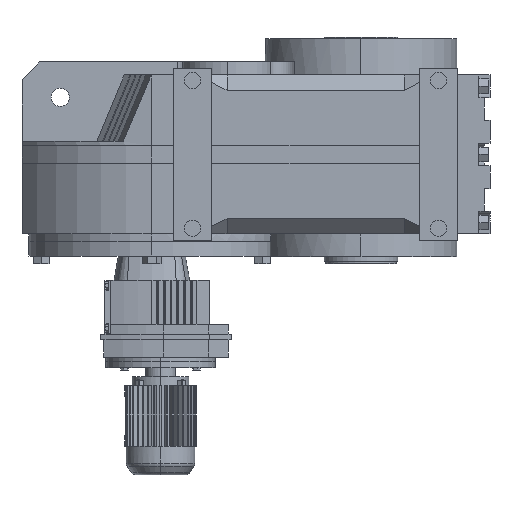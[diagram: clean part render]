
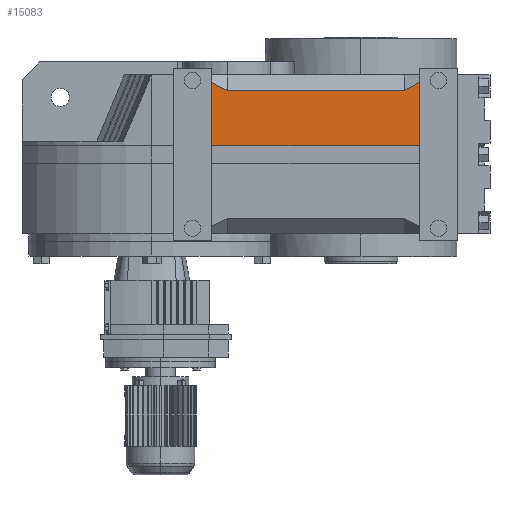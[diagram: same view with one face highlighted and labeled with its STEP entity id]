
A CAD part, left-side view. The second image highlights one B-rep face of the part: STEP entity #15083.
In plain terms, the highlighted planar face has unit normal (-1, 0, 0).
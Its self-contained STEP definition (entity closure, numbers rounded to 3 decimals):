
#3066 = PLANE('',#3067);
#3067 = AXIS2_PLACEMENT_3D('',#3068,#3069,#3070);
#3068 = CARTESIAN_POINT('',(-207.36,-109.6,0.75));
#3069 = DIRECTION('',(0.,-1.,0.));
#3070 = DIRECTION('',(1.,0.,0.));
#3094 = PLANE('',#3095);
#3095 = AXIS2_PLACEMENT_3D('',#3096,#3097,#3098);
#3096 = CARTESIAN_POINT('',(-374.746,-109.6,168.136));
#3097 = DIRECTION('',(-0.664,-0.342,0.664));
#3098 = DIRECTION('',(0.707,0.,0.707));
#3122 = PLANE('',#3123);
#3123 = AXIS2_PLACEMENT_3D('',#3124,#3125,#3126);
#3124 = CARTESIAN_POINT('',(-224.36,1.,304.11));
#3125 = DIRECTION('',(-0.707,0.,0.707
    ));
#3126 = DIRECTION('',(0.707,0.,0.707));
#3150 = PLANE('',#3151);
#3151 = AXIS2_PLACEMENT_3D('',#3152,#3153,#3154);
#3152 = CARTESIAN_POINT('',(-374.746,-489.6,168.136));
#3153 = DIRECTION('',(-0.664,0.342,0.664));
#3154 = DIRECTION('',(0.707,0.,0.707));
#3178 = PLANE('',#3179);
#3179 = AXIS2_PLACEMENT_3D('',#3180,#3181,#3182);
#3180 = CARTESIAN_POINT('',(-207.36,-489.6,0.75));
#3181 = DIRECTION('',(0.,1.,0.));
#3182 = DIRECTION('',(0.,0.,1.));
#7773 = VERTEX_POINT('',#7774);
#7774 = CARTESIAN_POINT('',(-252.36,-109.6,174.55));
#7788 = PLANE('',#7789);
#7789 = AXIS2_PLACEMENT_3D('',#7790,#7791,#7792);
#7790 = CARTESIAN_POINT('',(24.115,1.,174.55));
#7791 = DIRECTION('',(0.,0.,-1.));
#7792 = DIRECTION('',(-1.,0.,0.));
#7800 = EDGE_CURVE('',#7801,#7773,#7803,.T.);
#7801 = VERTEX_POINT('',#7802);
#7802 = CARTESIAN_POINT('',(-252.36,-109.6,290.522));
#7803 = SURFACE_CURVE('',#7804,(#7808,#7815),.PCURVE_S1.);
#7804 = LINE('',#7805,#7806);
#7805 = CARTESIAN_POINT('',(-252.36,-109.6,304.11));
#7806 = VECTOR('',#7807,1.);
#7807 = DIRECTION('',(0.,0.,-1.));
#7808 = PCURVE('',#3066,#7809);
#7809 = DEFINITIONAL_REPRESENTATION('',(#7810),#7814);
#7810 = LINE('',#7811,#7812);
#7811 = CARTESIAN_POINT('',(-45.,303.36));
#7812 = VECTOR('',#7813,1.);
#7813 = DIRECTION('',(0.,-1.));
#7814 = ( GEOMETRIC_REPRESENTATION_CONTEXT(2) 
PARAMETRIC_REPRESENTATION_CONTEXT() REPRESENTATION_CONTEXT('2D SPACE',''
  ) );
#7815 = PCURVE('',#7816,#7821);
#7816 = PLANE('',#7817);
#7817 = AXIS2_PLACEMENT_3D('',#7818,#7819,#7820);
#7818 = CARTESIAN_POINT('',(-252.36,-618.6,304.11));
#7819 = DIRECTION('',(1.,0.,0.));
#7820 = DIRECTION('',(0.,1.,0.));
#7821 = DEFINITIONAL_REPRESENTATION('',(#7822),#7826);
#7822 = LINE('',#7823,#7824);
#7823 = CARTESIAN_POINT('',(509.,0.));
#7824 = VECTOR('',#7825,1.);
#7825 = DIRECTION('',(0.,-1.));
#7826 = ( GEOMETRIC_REPRESENTATION_CONTEXT(2) 
PARAMETRIC_REPRESENTATION_CONTEXT() REPRESENTATION_CONTEXT('2D SPACE',''
  ) );
#9618 = VERTEX_POINT('',#9619);
#9619 = CARTESIAN_POINT('',(-252.36,-137.6,276.11));
#9640 = EDGE_CURVE('',#9641,#9618,#9643,.T.);
#9641 = VERTEX_POINT('',#9642);
#9642 = CARTESIAN_POINT('',(-252.36,-461.6,276.11));
#9643 = SURFACE_CURVE('',#9644,(#9648,#9655),.PCURVE_S1.);
#9644 = LINE('',#9645,#9646);
#9645 = CARTESIAN_POINT('',(-252.36,-109.6,276.11));
#9646 = VECTOR('',#9647,1.);
#9647 = DIRECTION('',(0.,1.,0.));
#9648 = PCURVE('',#3122,#9649);
#9649 = DEFINITIONAL_REPRESENTATION('',(#9650),#9654);
#9650 = LINE('',#9651,#9652);
#9651 = CARTESIAN_POINT('',(-39.598,-110.6));
#9652 = VECTOR('',#9653,1.);
#9653 = DIRECTION('',(0.,1.));
#9654 = ( GEOMETRIC_REPRESENTATION_CONTEXT(2) 
PARAMETRIC_REPRESENTATION_CONTEXT() REPRESENTATION_CONTEXT('2D SPACE',''
  ) );
#9655 = PCURVE('',#7816,#9656);
#9656 = DEFINITIONAL_REPRESENTATION('',(#9657),#9661);
#9657 = LINE('',#9658,#9659);
#9658 = CARTESIAN_POINT('',(509.,-28.));
#9659 = VECTOR('',#9660,1.);
#9660 = DIRECTION('',(1.,0.));
#9661 = ( GEOMETRIC_REPRESENTATION_CONTEXT(2) 
PARAMETRIC_REPRESENTATION_CONTEXT() REPRESENTATION_CONTEXT('2D SPACE',''
  ) );
#10306 = EDGE_CURVE('',#10307,#9641,#10309,.T.);
#10307 = VERTEX_POINT('',#10308);
#10308 = CARTESIAN_POINT('',(-252.36,-489.6,290.522));
#10309 = SURFACE_CURVE('',#10310,(#10314,#10321),.PCURVE_S1.);
#10310 = LINE('',#10311,#10312);
#10311 = CARTESIAN_POINT('',(-252.36,-597.109,345.861));
#10312 = VECTOR('',#10313,1.);
#10313 = DIRECTION('',(0.,0.889,
    -0.458));
#10314 = PCURVE('',#3150,#10315);
#10315 = DEFINITIONAL_REPRESENTATION('',(#10316),#10320);
#10316 = LINE('',#10317,#10318);
#10317 = CARTESIAN_POINT('',(212.211,-114.409));
#10318 = VECTOR('',#10319,1.);
#10319 = DIRECTION('',(-0.324,0.946));
#10320 = ( GEOMETRIC_REPRESENTATION_CONTEXT(2) 
PARAMETRIC_REPRESENTATION_CONTEXT() REPRESENTATION_CONTEXT('2D SPACE',''
  ) );
#10321 = PCURVE('',#7816,#10322);
#10322 = DEFINITIONAL_REPRESENTATION('',(#10323),#10327);
#10323 = LINE('',#10324,#10325);
#10324 = CARTESIAN_POINT('',(21.491,41.751));
#10325 = VECTOR('',#10326,1.);
#10326 = DIRECTION('',(0.889,-0.458));
#10327 = ( GEOMETRIC_REPRESENTATION_CONTEXT(2) 
PARAMETRIC_REPRESENTATION_CONTEXT() REPRESENTATION_CONTEXT('2D SPACE',''
  ) );
#12690 = EDGE_CURVE('',#12691,#10307,#12693,.T.);
#12691 = VERTEX_POINT('',#12692);
#12692 = CARTESIAN_POINT('',(-252.36,-489.6,174.55));
#12693 = SURFACE_CURVE('',#12694,(#12698,#12705),.PCURVE_S1.);
#12694 = LINE('',#12695,#12696);
#12695 = CARTESIAN_POINT('',(-252.36,-489.6,304.11));
#12696 = VECTOR('',#12697,1.);
#12697 = DIRECTION('',(0.,0.,1.));
#12698 = PCURVE('',#3178,#12699);
#12699 = DEFINITIONAL_REPRESENTATION('',(#12700),#12704);
#12700 = LINE('',#12701,#12702);
#12701 = CARTESIAN_POINT('',(303.36,-45.));
#12702 = VECTOR('',#12703,1.);
#12703 = DIRECTION('',(1.,0.));
#12704 = ( GEOMETRIC_REPRESENTATION_CONTEXT(2) 
PARAMETRIC_REPRESENTATION_CONTEXT() REPRESENTATION_CONTEXT('2D SPACE',''
  ) );
#12705 = PCURVE('',#7816,#12706);
#12706 = DEFINITIONAL_REPRESENTATION('',(#12707),#12711);
#12707 = LINE('',#12708,#12709);
#12708 = CARTESIAN_POINT('',(129.,0.));
#12709 = VECTOR('',#12710,1.);
#12710 = DIRECTION('',(0.,1.));
#12711 = ( GEOMETRIC_REPRESENTATION_CONTEXT(2) 
PARAMETRIC_REPRESENTATION_CONTEXT() REPRESENTATION_CONTEXT('2D SPACE',''
  ) );
#12966 = EDGE_CURVE('',#9618,#7801,#12967,.T.);
#12967 = SURFACE_CURVE('',#12968,(#12972,#12979),.PCURVE_S1.);
#12968 = LINE('',#12969,#12970);
#12969 = CARTESIAN_POINT('',(-252.36,-506.459,86.247));
#12970 = VECTOR('',#12971,1.);
#12971 = DIRECTION('',(0.,0.889,0.458
    ));
#12972 = PCURVE('',#3094,#12973);
#12973 = DEFINITIONAL_REPRESENTATION('',(#12974),#12978);
#12974 = LINE('',#12975,#12976);
#12975 = CARTESIAN_POINT('',(28.635,-422.328));
#12976 = VECTOR('',#12977,1.);
#12977 = DIRECTION('',(0.324,0.946));
#12978 = ( GEOMETRIC_REPRESENTATION_CONTEXT(2) 
PARAMETRIC_REPRESENTATION_CONTEXT() REPRESENTATION_CONTEXT('2D SPACE',''
  ) );
#12979 = PCURVE('',#7816,#12980);
#12980 = DEFINITIONAL_REPRESENTATION('',(#12981),#12985);
#12981 = LINE('',#12982,#12983);
#12982 = CARTESIAN_POINT('',(112.141,-217.863));
#12983 = VECTOR('',#12984,1.);
#12984 = DIRECTION('',(0.889,0.458));
#12985 = ( GEOMETRIC_REPRESENTATION_CONTEXT(2) 
PARAMETRIC_REPRESENTATION_CONTEXT() REPRESENTATION_CONTEXT('2D SPACE',''
  ) );
#15083 = ADVANCED_FACE('',(#15084),#7816,.F.);
#15084 = FACE_BOUND('',#15085,.T.);
#15085 = EDGE_LOOP('',(#15086,#15087,#15088,#15089,#15090,#15091));
#15086 = ORIENTED_EDGE('',*,*,#12690,.T.);
#15087 = ORIENTED_EDGE('',*,*,#10306,.T.);
#15088 = ORIENTED_EDGE('',*,*,#9640,.T.);
#15089 = ORIENTED_EDGE('',*,*,#12966,.T.);
#15090 = ORIENTED_EDGE('',*,*,#7800,.T.);
#15091 = ORIENTED_EDGE('',*,*,#15092,.F.);
#15092 = EDGE_CURVE('',#12691,#7773,#15093,.T.);
#15093 = SURFACE_CURVE('',#15094,(#15098,#15105),.PCURVE_S1.);
#15094 = LINE('',#15095,#15096);
#15095 = CARTESIAN_POINT('',(-252.36,-618.6,174.55));
#15096 = VECTOR('',#15097,1.);
#15097 = DIRECTION('',(0.,1.,0.));
#15098 = PCURVE('',#7816,#15099);
#15099 = DEFINITIONAL_REPRESENTATION('',(#15100),#15104);
#15100 = LINE('',#15101,#15102);
#15101 = CARTESIAN_POINT('',(0.,-129.56));
#15102 = VECTOR('',#15103,1.);
#15103 = DIRECTION('',(1.,0.));
#15104 = ( GEOMETRIC_REPRESENTATION_CONTEXT(2) 
PARAMETRIC_REPRESENTATION_CONTEXT() REPRESENTATION_CONTEXT('2D SPACE',''
  ) );
#15105 = PCURVE('',#7788,#15106);
#15106 = DEFINITIONAL_REPRESENTATION('',(#15107),#15111);
#15107 = LINE('',#15108,#15109);
#15108 = CARTESIAN_POINT('',(276.475,-619.6));
#15109 = VECTOR('',#15110,1.);
#15110 = DIRECTION('',(0.,1.));
#15111 = ( GEOMETRIC_REPRESENTATION_CONTEXT(2) 
PARAMETRIC_REPRESENTATION_CONTEXT() REPRESENTATION_CONTEXT('2D SPACE',''
  ) );
